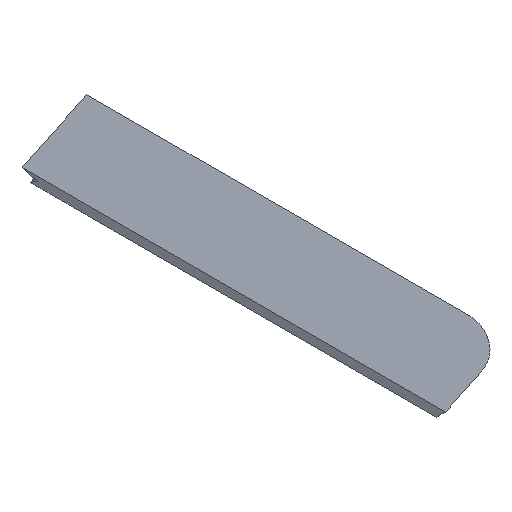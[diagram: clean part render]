
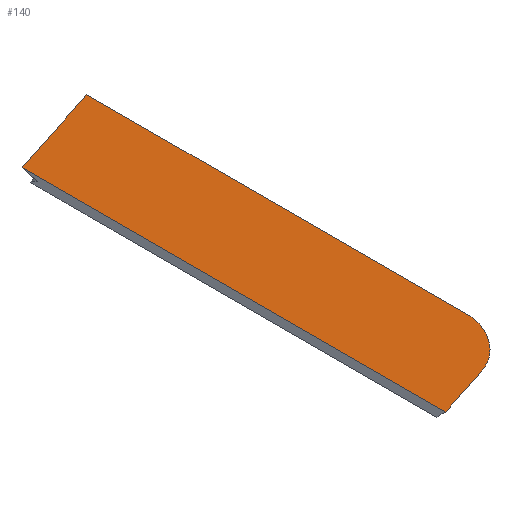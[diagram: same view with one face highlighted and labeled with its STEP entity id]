
A CAD part, isometric view. The second image highlights one B-rep face of the part: STEP entity #140.
In plain terms, the highlighted planar face has unit normal (-0.429, 0, 0.903).
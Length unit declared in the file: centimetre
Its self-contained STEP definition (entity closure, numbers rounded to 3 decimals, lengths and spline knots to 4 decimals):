
#23=PLANE('',#153);
#29=FACE_OUTER_BOUND('',#37,.T.);
#37=EDGE_LOOP('',(#113,#114,#115,#116,#117));
#46=B_SPLINE_CURVE_WITH_KNOTS('',3,(#234,#235,#236,#237,#238,#239,#240,
#241,#242,#243,#244,#245,#246,#247),.UNSPECIFIED.,.F.,.F.,(4,2,2,2,2,2,
4),(-0.3483,-0.3172,-0.2852,-0.2147,
-0.1295,-0.0076,0.),
 .UNSPECIFIED.);
#48=LINE('',#204,#59);
#52=LINE('',#228,#63);
#54=LINE('',#249,#65);
#55=LINE('',#250,#66);
#59=VECTOR('',#163,0.2096);
#63=VECTOR('',#173,2.0371);
#65=VECTOR('',#181,0.3846);
#66=VECTOR('',#182,2.2709);
#71=VERTEX_POINT('',#198);
#72=VERTEX_POINT('',#203);
#76=VERTEX_POINT('',#226);
#77=VERTEX_POINT('',#227);
#79=VERTEX_POINT('',#248);
#83=EDGE_CURVE('',#71,#72,#48,.T.);
#89=EDGE_CURVE('',#76,#77,#52,.T.);
#93=EDGE_CURVE('',#76,#71,#46,.F.);
#94=EDGE_CURVE('',#79,#77,#54,.T.);
#95=EDGE_CURVE('',#79,#72,#55,.T.);
#113=ORIENTED_EDGE('',*,*,#93,.F.);
#114=ORIENTED_EDGE('',*,*,#89,.T.);
#115=ORIENTED_EDGE('',*,*,#94,.F.);
#116=ORIENTED_EDGE('',*,*,#95,.T.);
#117=ORIENTED_EDGE('',*,*,#83,.F.);
#140=ADVANCED_FACE('',(#29),#23,.T.);
#153=AXIS2_PLACEMENT_3D('',#233,#179,#180);
#163=DIRECTION('',(-0.903,0.,-0.429));
#173=DIRECTION('',(0.,1.,0.));
#179=DIRECTION('center_axis',(-0.429,0.,0.903));
#180=DIRECTION('ref_axis',(-0.903,0.,-0.429));
#181=DIRECTION('',(0.903,0.,0.429));
#182=DIRECTION('',(0.,-1.,0.));
#198=CARTESIAN_POINT('',(9.7463,-9.4124,12.7912));
#203=CARTESIAN_POINT('',(9.557,-9.4124,12.7012));
#204=CARTESIAN_POINT('',(9.7463,-9.4124,12.7912));
#226=CARTESIAN_POINT('',(9.9043,-9.1785,12.8663));
#227=CARTESIAN_POINT('',(9.9043,-7.1414,12.8663));
#228=CARTESIAN_POINT('',(9.9043,-9.1785,12.8663));
#233=CARTESIAN_POINT('Origin',(9.9043,-7.0833,12.8663));
#234=CARTESIAN_POINT('Ctrl Pts',(9.7463,-9.4124,12.7912));
#235=CARTESIAN_POINT('Ctrl Pts',(9.7548,-9.4124,12.7952));
#236=CARTESIAN_POINT('Ctrl Pts',(9.7632,-9.4114,12.7993));
#237=CARTESIAN_POINT('Ctrl Pts',(9.7802,-9.4076,12.8073));
#238=CARTESIAN_POINT('Ctrl Pts',(9.7885,-9.4046,12.8112));
#239=CARTESIAN_POINT('Ctrl Pts',(9.8142,-9.3923,12.8235));
#240=CARTESIAN_POINT('Ctrl Pts',(9.8299,-9.3795,12.8309));
#241=CARTESIAN_POINT('Ctrl Pts',(9.8595,-9.3455,12.845));
#242=CARTESIAN_POINT('Ctrl Pts',(9.8723,-9.3232,12.8511));
#243=CARTESIAN_POINT('Ctrl Pts',(9.8954,-9.2656,12.8621));
#244=CARTESIAN_POINT('Ctrl Pts',(9.9033,-9.2267,12.8659));
#245=CARTESIAN_POINT('Ctrl Pts',(9.9042,-9.1835,12.8663));
#246=CARTESIAN_POINT('Ctrl Pts',(9.9043,-9.181,12.8663));
#247=CARTESIAN_POINT('Ctrl Pts',(9.9043,-9.1785,12.8663));
#248=CARTESIAN_POINT('',(9.557,-7.1414,12.7012));
#249=CARTESIAN_POINT('',(9.557,-7.1414,12.7012));
#250=CARTESIAN_POINT('',(9.557,-7.1414,12.7012));
